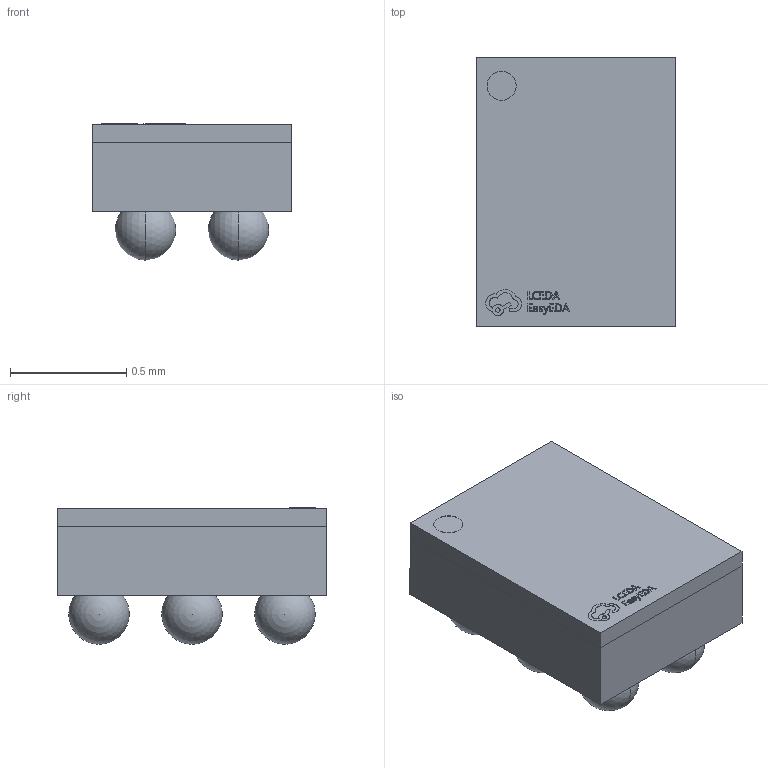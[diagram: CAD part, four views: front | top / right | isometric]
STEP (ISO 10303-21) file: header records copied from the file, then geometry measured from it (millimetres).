
FILE_DESCRIPTION (( 'STEP AP214' ), '1' );
FILE_NAME ('WLCSP-6_L1.2-W0.9-R3-C2-P0.40-TL.STEP', '2022-10-03T07:35:40', ( '' ), ( '' ), 'SwSTEP 2.0', 'SolidWorks 2020', '' );
FILE_SCHEMA (( 'AUTOMOTIVE_DESIGN' ));
Length unit declared in the file: millimetre
Products named in the file (1): WLCSP-6_L1.2-W0.9-R3-C2-P0.40-TL
Bounding box: 0.86 x 1.16 x 0.59 mm (x, y, z)
Volume: 0.4 mm3; surface area: 6.3 mm2
Topology: 2 solids, 2 shells, 251 faces, 699 edges, 466 vertices
Faces by surface type: plane 139, bspline 98, sphere 12, cylinder 2
Entity records: 11095 total; most frequent: CARTESIAN_POINT 2675, ORIENTED_EDGE 1338, DIRECTION 805, EDGE_CURVE 669, VERTEX_POINT 448, LINE 441, VECTOR 441, EDGE_LOOP 277
